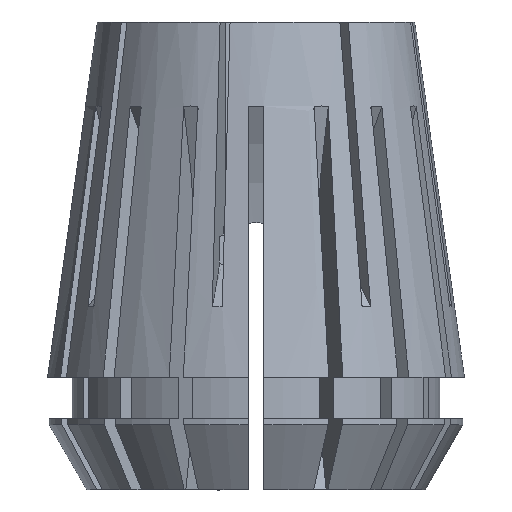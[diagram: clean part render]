
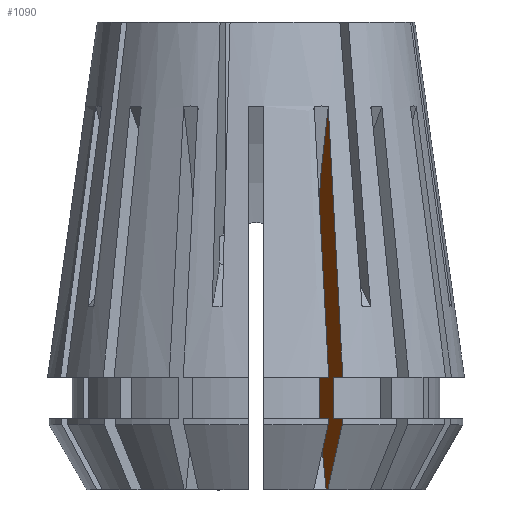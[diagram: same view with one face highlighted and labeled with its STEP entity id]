
A CAD part, front view. The second image highlights one B-rep face of the part: STEP entity #1090.
In plain terms, the highlighted planar face has unit normal (-0.924, -0.383, 0).
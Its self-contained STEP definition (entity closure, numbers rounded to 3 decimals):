
#24 = CARTESIAN_POINT ( 'NONE',  ( -5.706, 15.736, -39. ) ) ;
#189 = CARTESIAN_POINT ( 'NONE',  ( 8.533, -18.64, -34.9 ) ) ;
#427 = CARTESIAN_POINT ( 'NONE',  ( 5.831, -12.117, -27.966 ) ) ;
#524 = DIRECTION ( 'NONE',  ( 0., 0., -1. ) ) ;
#531 = CARTESIAN_POINT ( 'NONE',  ( 8.114, -17.628, -27.113 ) ) ;
#549 = CARTESIAN_POINT ( 'NONE',  ( 28.792, -67.549, -27.966 ) ) ;
#573 = DIRECTION ( 'NONE',  ( 0., 0., -1. ) ) ;
#699 = CARTESIAN_POINT ( 'NONE',  ( 7.614, -16.421, -34.9 ) ) ;
#725 = EDGE_CURVE ( 'NONE', #6010, #3548, #6023, .T. ) ;
#770 = ORIENTED_EDGE ( 'NONE', *, *, #6984, .F. ) ;
#788 = VERTEX_POINT ( 'NONE', #427 ) ;
#807 = ORIENTED_EDGE ( 'NONE', *, *, #5280, .F. ) ;
#854 = CARTESIAN_POINT ( 'NONE',  ( 7.533, -16.226, -43.869 ) ) ;
#1090 = ADVANCED_FACE ( 'NONE', ( #1870 ), #1485, .F. ) ;
#1102 = CARTESIAN_POINT ( 'NONE',  ( 8.475, -18.501, 0. ) ) ;
#1196 = CARTESIAN_POINT ( 'NONE',  ( -6.555, 17.785, -34.9 ) ) ;
#1361 = CARTESIAN_POINT ( 'NONE',  ( 8.475, -18.501, -39. ) ) ;
#1405 = DIRECTION ( 'NONE',  ( 0.924, 0.383, 0. ) ) ;
#1485 = PLANE ( 'NONE',  #2158 ) ;
#1539 = ORIENTED_EDGE ( 'NONE', *, *, #725, .F. ) ;
#1554 = CIRCLE ( 'NONE', #3966, 60. ) ;
#1569 = LINE ( 'NONE', #7051, #2858 ) ;
#1602 = DIRECTION ( 'NONE',  ( 0.924, 0.383, 0. ) ) ;
#1662 = VERTEX_POINT ( 'NONE', #5650 ) ;
#1672 = EDGE_CURVE ( 'NONE', #4047, #788, #1554, .T. ) ;
#1772 = CARTESIAN_POINT ( 'NONE',  ( 28.792, -67.549, -27.966 ) ) ;
#1870 = FACE_OUTER_BOUND ( 'NONE', #5695, .T. ) ;
#2130 = VECTOR ( 'NONE', #3060, 1000. ) ;
#2158 = AXIS2_PLACEMENT_3D ( 'NONE', #3102, #1405, #5920 ) ;
#2400 = DIRECTION ( 'NONE',  ( -0.383, 0.924, 0. ) ) ;
#2612 = CARTESIAN_POINT ( 'NONE',  ( 8.004, -17.364, -41.738 ) ) ;
#2734 = CARTESIAN_POINT ( 'NONE',  ( 7.438, -15.998, -14.564 ) ) ;
#2858 = VECTOR ( 'NONE', #7124, 1000. ) ;
#3060 = DIRECTION ( 'NONE',  ( 0.383, -0.924, 0. ) ) ;
#3102 = CARTESIAN_POINT ( 'NONE',  ( 28.792, -67.549, -27.966 ) ) ;
#3398 = EDGE_CURVE ( 'NONE', #3533, #7215, #4063, .T. ) ;
#3533 = VERTEX_POINT ( 'NONE', #189 ) ;
#3537 = VECTOR ( 'NONE', #573, 1000. ) ;
#3548 = VERTEX_POINT ( 'NONE', #1361 ) ;
#3578 = LINE ( 'NONE', #1102, #4203 ) ;
#3843 = EDGE_CURVE ( 'NONE', #5300, #3533, #7041, .T. ) ;
#3895 = EDGE_CURVE ( 'NONE', #788, #5300, #6131, .T. ) ;
#3966 = AXIS2_PLACEMENT_3D ( 'NONE', #1772, #4057, #2400 ) ;
#4047 = VERTEX_POINT ( 'NONE', #5690 ) ;
#4054 = AXIS2_PLACEMENT_3D ( 'NONE', #549, #1602, #5477 ) ;
#4057 = DIRECTION ( 'NONE',  ( 0.924, 0.383, 0. ) ) ;
#4063 = LINE ( 'NONE', #1196, #5797 ) ;
#4203 = VECTOR ( 'NONE', #524, 1000. ) ;
#4239 = LINE ( 'NONE', #6031, #3537 ) ;
#4316 = B_SPLINE_CURVE_WITH_KNOTS ( 'NONE', 3,
 ( #4774, #2612, #854, #4826 ),
 .UNSPECIFIED., .F., .F.,
 ( 4, 4 ),
 ( 0., 0.007 ),
 .UNSPECIFIED. ) ;
#4422 = CARTESIAN_POINT ( 'NONE',  ( 8.253, -17.966, -29.709 ) ) ;
#4444 = ORIENTED_EDGE ( 'NONE', *, *, #4937, .F. ) ;
#4774 = CARTESIAN_POINT ( 'NONE',  ( 8.475, -18.501, -39.606 ) ) ;
#4826 = CARTESIAN_POINT ( 'NONE',  ( 7.061, -15.088, -46. ) ) ;
#4937 = EDGE_CURVE ( 'NONE', #3548, #1662, #3578, .T. ) ;
#4944 = ORIENTED_EDGE ( 'NONE', *, *, #1672, .F. ) ;
#5252 = VERTEX_POINT ( 'NONE', #5348 ) ;
#5280 = EDGE_CURVE ( 'NONE', #1662, #5252, #4316, .T. ) ;
#5300 = VERTEX_POINT ( 'NONE', #6619 ) ;
#5348 = CARTESIAN_POINT ( 'NONE',  ( 7.061, -15.088, -46. ) ) ;
#5477 = DIRECTION ( 'NONE',  ( -0.383, 0.924, 0. ) ) ;
#5505 = CARTESIAN_POINT ( 'NONE',  ( 7.614, -16.421, -39. ) ) ;
#5650 = CARTESIAN_POINT ( 'NONE',  ( 8.475, -18.501, -39.606 ) ) ;
#5690 = CARTESIAN_POINT ( 'NONE',  ( 6.892, -14.68, -46. ) ) ;
#5695 = EDGE_LOOP ( 'NONE', ( #4944, #770, #807, #4444, #1539, #6867, #7098, #7016, #7180 ) ) ;
#5797 = VECTOR ( 'NONE', #6111, 1000. ) ;
#5920 = DIRECTION ( 'NONE',  ( -0.383, 0.924, 0. ) ) ;
#6010 = VERTEX_POINT ( 'NONE', #5505 ) ;
#6023 = LINE ( 'NONE', #24, #2130 ) ;
#6031 = CARTESIAN_POINT ( 'NONE',  ( 7.614, -16.421, 0. ) ) ;
#6111 = DIRECTION ( 'NONE',  ( -0.383, 0.924, 0. ) ) ;
#6131 = CIRCLE ( 'NONE', #4054, 60. ) ;
#6601 = CARTESIAN_POINT ( 'NONE',  ( 7.1, -15.182, -8.289 ) ) ;
#6619 = CARTESIAN_POINT ( 'NONE',  ( 7.1, -15.182, -8.289 ) ) ;
#6646 = CARTESIAN_POINT ( 'NONE',  ( 7.776, -16.813, -20.839 ) ) ;
#6867 = ORIENTED_EDGE ( 'NONE', *, *, #7115, .F. ) ;
#6984 = EDGE_CURVE ( 'NONE', #5252, #4047, #1569, .T. ) ;
#7016 = ORIENTED_EDGE ( 'NONE', *, *, #3843, .F. ) ;
#7041 = B_SPLINE_CURVE_WITH_KNOTS ( 'NONE', 3,
 ( #6601, #2734, #6646, #531, #4422, #7199, #7170 ),
 .UNSPECIFIED., .F., .F.,
 ( 4, 3, 4 ),
 ( 0.008, 0.027, 0.035 ),
 .UNSPECIFIED. ) ;
#7051 = CARTESIAN_POINT ( 'NONE',  ( -5.197, 14.506, -46. ) ) ;
#7098 = ORIENTED_EDGE ( 'NONE', *, *, #3398, .F. ) ;
#7115 = EDGE_CURVE ( 'NONE', #7215, #6010, #4239, .T. ) ;
#7124 = DIRECTION ( 'NONE',  ( -0.383, 0.924, 0. ) ) ;
#7170 = CARTESIAN_POINT ( 'NONE',  ( 8.533, -18.64, -34.9 ) ) ;
#7180 = ORIENTED_EDGE ( 'NONE', *, *, #3895, .F. ) ;
#7199 = CARTESIAN_POINT ( 'NONE',  ( 8.393, -18.303, -32.304 ) ) ;
#7215 = VERTEX_POINT ( 'NONE', #699 ) ;
